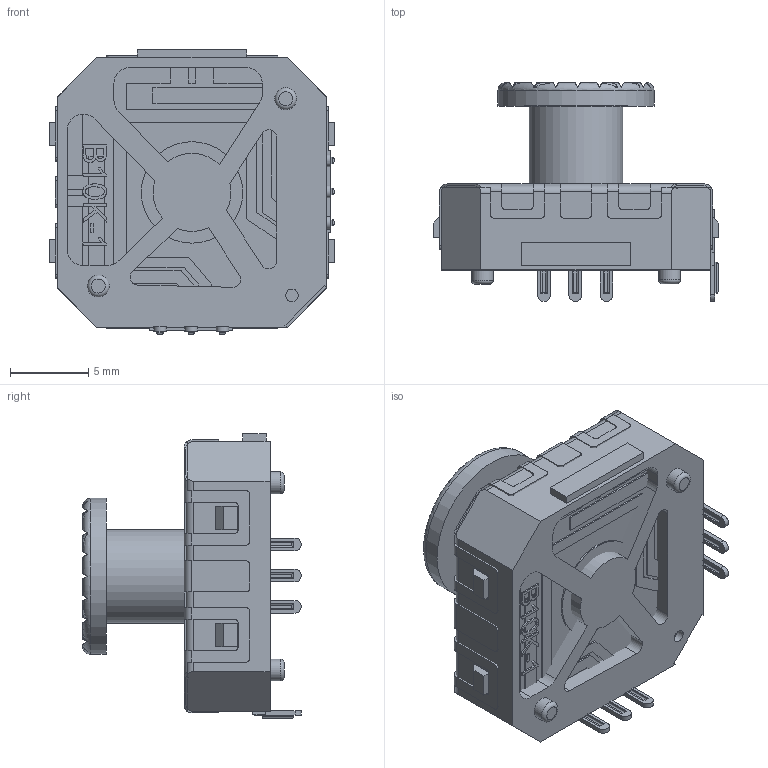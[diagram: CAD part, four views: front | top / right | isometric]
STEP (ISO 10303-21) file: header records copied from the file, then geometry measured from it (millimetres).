
FILE_DESCRIPTION(/* description */ (''),/* implementation_level */ '2;1');
FILE_NAME(/* name */ '2 Axis Thumbstick v3.step',/* time_stamp */ '2023-08-05T17:32:23+02:00',/* author */ (''),/* organization */ (''),/* preprocessor_version */ 'ST-DEVELOPER v20',/* originating_system */ 'Autodesk Translation Framework v12.9.0.99',/* authorisation */ '');
FILE_SCHEMA (('AUTOMOTIVE_DESIGN { 1 0 10303 214 3 1 1 }'));
Length unit declared in the file: millimetre
Products named in the file (1): 2 Axis Thumbstick v3
Bounding box: 18.3 x 14 x 18.25 mm (x, y, z)
Volume: 1795.2 mm3; surface area: 3054.3 mm2
Topology: 30 solids, 30 shells, 887 faces, 2155 edges, 1343 vertices
Faces by surface type: plane 652, cylinder 168, bspline 56, torus 9, cone 2
Full cylindrical faces by diameter (mm): 0.8 x1, 1.4 x2, 6 x1, 6.5 x1, 8.1 x3, 9.1 x1, 10 x1
Entity records: 26486 total; most frequent: CARTESIAN_POINT 5978, ORIENTED_EDGE 4310, DIRECTION 3958, EDGE_CURVE 2155, LINE 1632, VECTOR 1632, VERTEX_POINT 1343, AXIS2_PLACEMENT_3D 1163
